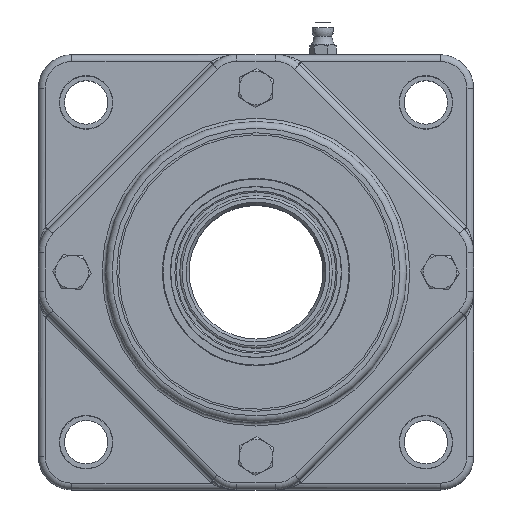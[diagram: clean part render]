
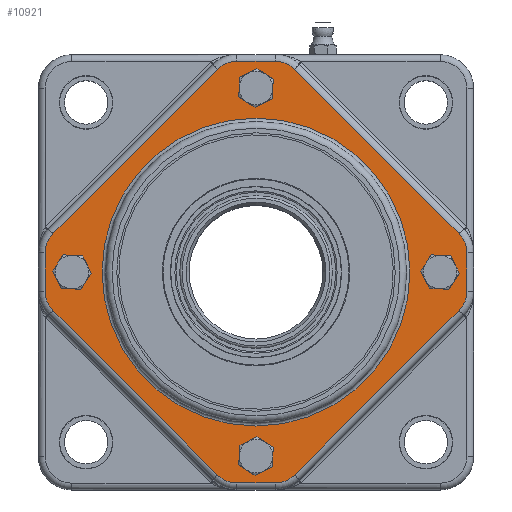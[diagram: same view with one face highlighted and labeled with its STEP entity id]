
A CAD part, top view. The second image highlights one B-rep face of the part: STEP entity #10921.
In plain terms, the highlighted planar face has unit normal (0, 0, 1).
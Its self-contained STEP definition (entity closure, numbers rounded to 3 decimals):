
#858=FACE_OUTER_BOUND('',#3141,.T.);
#1474=LINE('',#18429,#2094);
#1475=LINE('',#18433,#2095);
#1476=LINE('',#18437,#2096);
#1477=LINE('',#18441,#2097);
#1478=LINE('',#18445,#2098);
#1479=LINE('',#18449,#2099);
#1480=LINE('',#18453,#2100);
#1481=LINE('',#18456,#2101);
#2094=VECTOR('',#14049,10.);
#2095=VECTOR('',#14052,10.);
#2096=VECTOR('',#14055,10.);
#2097=VECTOR('',#14058,10.);
#2098=VECTOR('',#14061,10.);
#2099=VECTOR('',#14064,10.);
#2100=VECTOR('',#14067,10.);
#2101=VECTOR('',#14070,10.);
#2589=PLANE('',#11897);
#2795=FACE_BOUND('',#3142,.T.);
#2796=FACE_BOUND('',#3143,.T.);
#2797=FACE_BOUND('',#3144,.T.);
#2798=FACE_BOUND('',#3145,.T.);
#2799=FACE_BOUND('',#3146,.T.);
#3141=EDGE_LOOP('',(#8017,#8018,#8019,#8020,#8021,#8022,#8023,#8024,#8025,
#8026,#8027,#8028,#8029,#8030,#8031,#8032));
#3142=EDGE_LOOP('',(#8033));
#3143=EDGE_LOOP('',(#8034));
#3144=EDGE_LOOP('',(#8035));
#3145=EDGE_LOOP('',(#8036));
#3146=EDGE_LOOP('',(#8037));
#3770=CIRCLE('',#11681,4.35);
#3778=CIRCLE('',#11704,4.35);
#3864=CIRCLE('',#11874,46.);
#3880=CIRCLE('',#11898,8.);
#3881=CIRCLE('',#11899,8.);
#3882=CIRCLE('',#11900,8.);
#3883=CIRCLE('',#11901,8.);
#3884=CIRCLE('',#11902,8.);
#3885=CIRCLE('',#11903,8.);
#3886=CIRCLE('',#11904,8.);
#3887=CIRCLE('',#11905,8.);
#3888=CIRCLE('',#11906,4.35);
#3889=CIRCLE('',#11907,4.35);
#4607=VERTEX_POINT('',#17349);
#4627=VERTEX_POINT('',#17441);
#4741=VERTEX_POINT('',#18370);
#4763=VERTEX_POINT('',#18425);
#4764=VERTEX_POINT('',#18426);
#4765=VERTEX_POINT('',#18428);
#4766=VERTEX_POINT('',#18430);
#4767=VERTEX_POINT('',#18432);
#4768=VERTEX_POINT('',#18434);
#4769=VERTEX_POINT('',#18436);
#4770=VERTEX_POINT('',#18438);
#4771=VERTEX_POINT('',#18440);
#4772=VERTEX_POINT('',#18442);
#4773=VERTEX_POINT('',#18444);
#4774=VERTEX_POINT('',#18446);
#4775=VERTEX_POINT('',#18448);
#4776=VERTEX_POINT('',#18450);
#4777=VERTEX_POINT('',#18452);
#4778=VERTEX_POINT('',#18454);
#4779=VERTEX_POINT('',#18457);
#4780=VERTEX_POINT('',#18459);
#5685=EDGE_CURVE('',#4607,#4607,#3770,.T.);
#5718=EDGE_CURVE('',#4627,#4627,#3778,.T.);
#5917=EDGE_CURVE('',#4741,#4741,#3864,.T.);
#5942=EDGE_CURVE('',#4763,#4764,#3880,.T.);
#5943=EDGE_CURVE('',#4765,#4763,#1474,.T.);
#5944=EDGE_CURVE('',#4766,#4765,#3881,.T.);
#5945=EDGE_CURVE('',#4767,#4766,#1475,.T.);
#5946=EDGE_CURVE('',#4768,#4767,#3882,.T.);
#5947=EDGE_CURVE('',#4769,#4768,#1476,.T.);
#5948=EDGE_CURVE('',#4770,#4769,#3883,.T.);
#5949=EDGE_CURVE('',#4771,#4770,#1477,.T.);
#5950=EDGE_CURVE('',#4772,#4771,#3884,.T.);
#5951=EDGE_CURVE('',#4773,#4772,#1478,.T.);
#5952=EDGE_CURVE('',#4774,#4773,#3885,.T.);
#5953=EDGE_CURVE('',#4775,#4774,#1479,.T.);
#5954=EDGE_CURVE('',#4776,#4775,#3886,.T.);
#5955=EDGE_CURVE('',#4777,#4776,#1480,.T.);
#5956=EDGE_CURVE('',#4778,#4777,#3887,.T.);
#5957=EDGE_CURVE('',#4764,#4778,#1481,.T.);
#5958=EDGE_CURVE('',#4779,#4779,#3888,.T.);
#5959=EDGE_CURVE('',#4780,#4780,#3889,.T.);
#8017=ORIENTED_EDGE('',*,*,#5942,.F.);
#8018=ORIENTED_EDGE('',*,*,#5943,.F.);
#8019=ORIENTED_EDGE('',*,*,#5944,.F.);
#8020=ORIENTED_EDGE('',*,*,#5945,.F.);
#8021=ORIENTED_EDGE('',*,*,#5946,.F.);
#8022=ORIENTED_EDGE('',*,*,#5947,.F.);
#8023=ORIENTED_EDGE('',*,*,#5948,.F.);
#8024=ORIENTED_EDGE('',*,*,#5949,.F.);
#8025=ORIENTED_EDGE('',*,*,#5950,.F.);
#8026=ORIENTED_EDGE('',*,*,#5951,.F.);
#8027=ORIENTED_EDGE('',*,*,#5952,.F.);
#8028=ORIENTED_EDGE('',*,*,#5953,.F.);
#8029=ORIENTED_EDGE('',*,*,#5954,.F.);
#8030=ORIENTED_EDGE('',*,*,#5955,.F.);
#8031=ORIENTED_EDGE('',*,*,#5956,.F.);
#8032=ORIENTED_EDGE('',*,*,#5957,.F.);
#8033=ORIENTED_EDGE('',*,*,#5958,.T.);
#8034=ORIENTED_EDGE('',*,*,#5685,.T.);
#8035=ORIENTED_EDGE('',*,*,#5959,.T.);
#8036=ORIENTED_EDGE('',*,*,#5718,.T.);
#8037=ORIENTED_EDGE('',*,*,#5917,.F.);
#10921=ADVANCED_FACE('',(#858,#2795,#2796,#2797,#2798,#2799),#2589,.F.);
#11681=AXIS2_PLACEMENT_3D('',#17350,#13495,#13496);
#11704=AXIS2_PLACEMENT_3D('',#17442,#13554,#13555);
#11874=AXIS2_PLACEMENT_3D('',#18371,#13990,#13991);
#11897=AXIS2_PLACEMENT_3D('',#18424,#14045,#14046);
#11898=AXIS2_PLACEMENT_3D('',#18427,#14047,#14048);
#11899=AXIS2_PLACEMENT_3D('',#18431,#14050,#14051);
#11900=AXIS2_PLACEMENT_3D('',#18435,#14053,#14054);
#11901=AXIS2_PLACEMENT_3D('',#18439,#14056,#14057);
#11902=AXIS2_PLACEMENT_3D('',#18443,#14059,#14060);
#11903=AXIS2_PLACEMENT_3D('',#18447,#14062,#14063);
#11904=AXIS2_PLACEMENT_3D('',#18451,#14065,#14066);
#11905=AXIS2_PLACEMENT_3D('',#18455,#14068,#14069);
#11906=AXIS2_PLACEMENT_3D('',#18458,#14071,#14072);
#11907=AXIS2_PLACEMENT_3D('',#18460,#14073,#14074);
#13495=DIRECTION('center_axis',(0.,0.,
-1.));
#13496=DIRECTION('ref_axis',(0.052,0.999,0.));
#13554=DIRECTION('center_axis',(0.,0.,
-1.));
#13555=DIRECTION('ref_axis',(-0.052,-0.999,0.));
#13990=DIRECTION('center_axis',(0.,0.,
1.));
#13991=DIRECTION('ref_axis',(1.,0.,0.));
#14045=DIRECTION('center_axis',(0.,0.,
-1.));
#14046=DIRECTION('ref_axis',(1.,0.,0.));
#14047=DIRECTION('center_axis',(0.,0.,
-1.));
#14048=DIRECTION('ref_axis',(0.924,0.383,0.));
#14049=DIRECTION('',(0.707,-0.707,0.));
#14050=DIRECTION('center_axis',(0.,0.,
-1.));
#14051=DIRECTION('ref_axis',(0.383,0.924,0.));
#14052=DIRECTION('',(1.,0.,0.));
#14053=DIRECTION('center_axis',(0.,0.,
-1.));
#14054=DIRECTION('ref_axis',(-0.383,0.924,0.));
#14055=DIRECTION('',(0.707,0.707,0.));
#14056=DIRECTION('center_axis',(0.,0.,
-1.));
#14057=DIRECTION('ref_axis',(-0.924,0.383,0.));
#14058=DIRECTION('',(0.,1.,0.));
#14059=DIRECTION('center_axis',(0.,0.,
-1.));
#14060=DIRECTION('ref_axis',(-0.924,-0.383,0.));
#14061=DIRECTION('',(-0.707,0.707,0.));
#14062=DIRECTION('center_axis',(0.,0.,
-1.));
#14063=DIRECTION('ref_axis',(-0.383,-0.924,0.));
#14064=DIRECTION('',(-1.,0.,0.));
#14065=DIRECTION('center_axis',(0.,0.,
-1.));
#14066=DIRECTION('ref_axis',(0.383,-0.924,0.));
#14067=DIRECTION('',(-0.707,-0.707,0.));
#14068=DIRECTION('center_axis',(0.,0.,
-1.));
#14069=DIRECTION('ref_axis',(0.924,-0.383,0.));
#14070=DIRECTION('',(0.,-1.,0.));
#14071=DIRECTION('center_axis',(0.,0.,
-1.));
#14072=DIRECTION('ref_axis',(0.999,-0.052,0.));
#14073=DIRECTION('center_axis',(0.,0.,
-1.));
#14074=DIRECTION('ref_axis',(-0.999,0.052,0.));
#17349=CARTESIAN_POINT('',(-138.311,47.974,9.286));
#17350=CARTESIAN_POINT('Origin',(-138.087,52.318,9.286));
#17441=CARTESIAN_POINT('',(-137.863,-53.338,9.286));
#17442=CARTESIAN_POINT('Origin',(-138.087,-57.682,9.286));
#18370=CARTESIAN_POINT('',(-92.087,-2.682,9.286));
#18371=CARTESIAN_POINT('Origin',(-138.087,-2.682,9.286));
#18424=CARTESIAN_POINT('Origin',(-138.087,-2.682,9.286));
#18425=CARTESIAN_POINT('',(-77.43,8.786,9.286));
#18426=CARTESIAN_POINT('',(-75.087,3.129,9.286));
#18427=CARTESIAN_POINT('Origin',(-83.087,3.129,9.286));
#18428=CARTESIAN_POINT('',(-126.619,57.975,9.286));
#18429=CARTESIAN_POINT('',(-88.263,19.619,9.286));
#18430=CARTESIAN_POINT('',(-132.276,60.318,9.286));
#18431=CARTESIAN_POINT('Origin',(-132.276,52.318,9.286));
#18432=CARTESIAN_POINT('',(-143.898,60.318,9.286));
#18433=CARTESIAN_POINT('',(-170.587,60.318,9.286));
#18434=CARTESIAN_POINT('',(-149.555,57.975,9.286));
#18435=CARTESIAN_POINT('Origin',(-143.898,52.318,9.286));
#18436=CARTESIAN_POINT('',(-198.744,8.786,9.286));
#18437=CARTESIAN_POINT('',(-160.388,47.142,9.286));
#18438=CARTESIAN_POINT('',(-201.087,3.129,9.286));
#18439=CARTESIAN_POINT('Origin',(-193.087,3.129,9.286));
#18440=CARTESIAN_POINT('',(-201.087,-8.493,9.286));
#18441=CARTESIAN_POINT('',(-201.087,-35.182,9.286));
#18442=CARTESIAN_POINT('',(-198.744,-14.15,9.286));
#18443=CARTESIAN_POINT('Origin',(-193.087,-8.493,9.286));
#18444=CARTESIAN_POINT('',(-149.555,-63.339,9.286));
#18445=CARTESIAN_POINT('',(-187.911,-24.983,9.286));
#18446=CARTESIAN_POINT('',(-143.898,-65.682,9.286));
#18447=CARTESIAN_POINT('Origin',(-143.898,-57.682,9.286));
#18448=CARTESIAN_POINT('',(-132.276,-65.682,9.286));
#18449=CARTESIAN_POINT('',(-105.587,-65.682,9.286));
#18450=CARTESIAN_POINT('',(-126.619,-63.339,9.286));
#18451=CARTESIAN_POINT('Origin',(-132.276,-57.682,9.286));
#18452=CARTESIAN_POINT('',(-77.43,-14.15,9.286));
#18453=CARTESIAN_POINT('',(-115.786,-52.506,9.286));
#18454=CARTESIAN_POINT('',(-75.087,-8.493,9.286));
#18455=CARTESIAN_POINT('Origin',(-83.087,-8.493,9.286));
#18456=CARTESIAN_POINT('',(-75.087,29.818,9.286));
#18457=CARTESIAN_POINT('',(-87.431,-2.458,9.286));
#18458=CARTESIAN_POINT('Origin',(-83.087,-2.682,9.286));
#18459=CARTESIAN_POINT('',(-188.743,-2.906,9.286));
#18460=CARTESIAN_POINT('Origin',(-193.087,-2.682,9.286));
